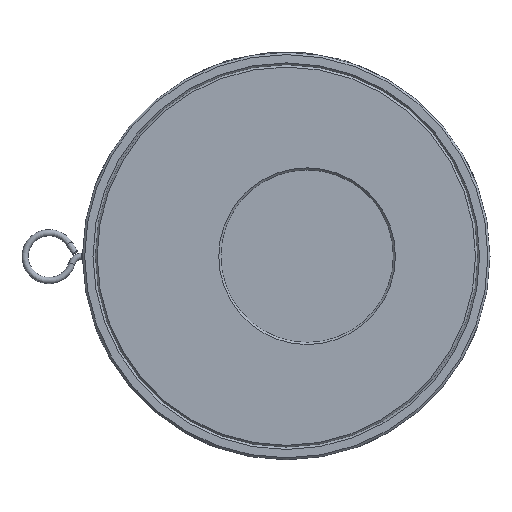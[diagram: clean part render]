
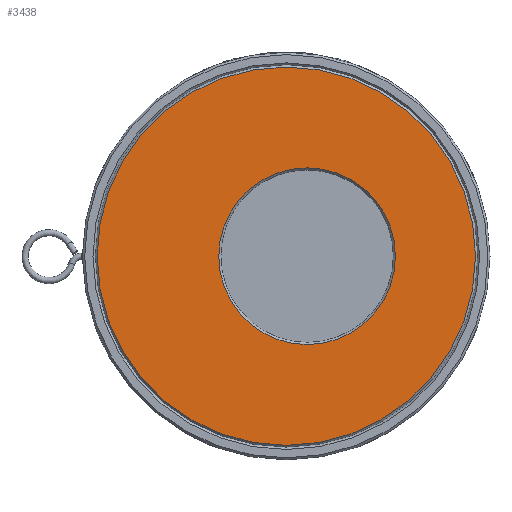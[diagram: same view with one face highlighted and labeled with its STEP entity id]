
A CAD part, left-side view. The second image highlights one B-rep face of the part: STEP entity #3438.
In plain terms, the highlighted planar face has unit normal (-1, 0, 0).
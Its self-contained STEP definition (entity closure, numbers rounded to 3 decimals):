
#48=FACE_BOUND('',#989,.T.);
#87=PLANE('',#3730);
#787=FACE_OUTER_BOUND('',#988,.T.);
#988=EDGE_LOOP('',(#2457));
#989=EDGE_LOOP('',(#2458));
#1302=CIRCLE('',#3725,42.5);
#1306=CIRCLE('',#3731,91.);
#1470=VERTEX_POINT('',#5402);
#1474=VERTEX_POINT('',#5414);
#1845=EDGE_CURVE('',#1470,#1470,#1302,.T.);
#1851=EDGE_CURVE('',#1474,#1474,#1306,.T.);
#2457=ORIENTED_EDGE('',*,*,#1851,.T.);
#2458=ORIENTED_EDGE('',*,*,#1845,.F.);
#3438=ADVANCED_FACE('',(#787,#48),#87,.F.);
#3725=AXIS2_PLACEMENT_3D('',#5403,#4229,#4230);
#3730=AXIS2_PLACEMENT_3D('',#5413,#4241,#4242);
#3731=AXIS2_PLACEMENT_3D('',#5415,#4243,#4244);
#4229=DIRECTION('center_axis',(-1.,0.,0.));
#4230=DIRECTION('ref_axis',(0.,0.,-1.));
#4241=DIRECTION('center_axis',(1.,0.,0.));
#4242=DIRECTION('ref_axis',(0.,0.,-1.));
#4243=DIRECTION('center_axis',(-1.,0.,0.));
#4244=DIRECTION('ref_axis',(0.,0.,1.));
#5402=CARTESIAN_POINT('',(0.,-10.,42.5));
#5403=CARTESIAN_POINT('Origin',(0.,-10.,0.));
#5413=CARTESIAN_POINT('Origin',(0.,0.,0.));
#5414=CARTESIAN_POINT('',(0.,0.,91.));
#5415=CARTESIAN_POINT('Origin',(0.,0.,0.));
